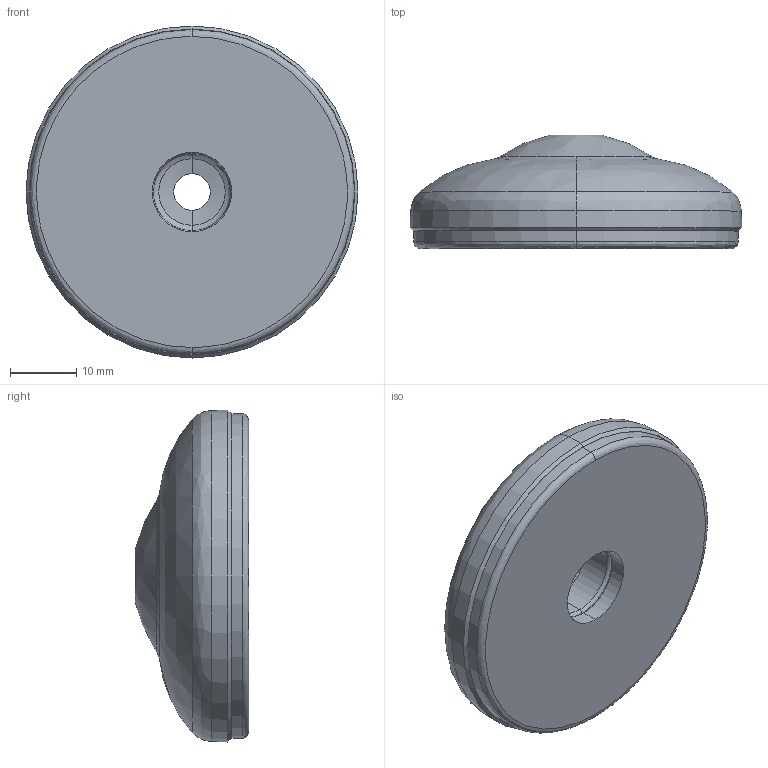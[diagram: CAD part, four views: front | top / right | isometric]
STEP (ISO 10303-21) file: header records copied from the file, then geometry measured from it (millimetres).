
FILE_DESCRIPTION (( 'STEP AP214' ), '1' );
FILE_NAME ('098e050zsg.STEP', '2014-08-25T08:30:16', ( '' ), ( '' ), 'SwSTEP 2.0', 'SolidWorks 2014', '' );
FILE_SCHEMA (( 'AUTOMOTIVE_DESIGN' ));
Length unit declared in the file: millimetre
Products named in the file (1): 098e050zsg
Bounding box: 50.17 x 17.16 x 50.17 mm (x, y, z)
Volume: 21859.2 mm3; surface area: 11529.9 mm2
Topology: 2 solids, 2 shells, 60 faces, 122 edges, 68 vertices
Faces by surface type: bspline 27, cone 14, cylinder 14, plane 5
Entity records: 2784 total; most frequent: CARTESIAN_POINT 890, DIRECTION 264, ORIENTED_EDGE 244, EDGE_CURVE 122, AXIS2_PLACEMENT_3D 118, CIRCLE 84, VERTEX_POINT 68, EDGE_LOOP 66
